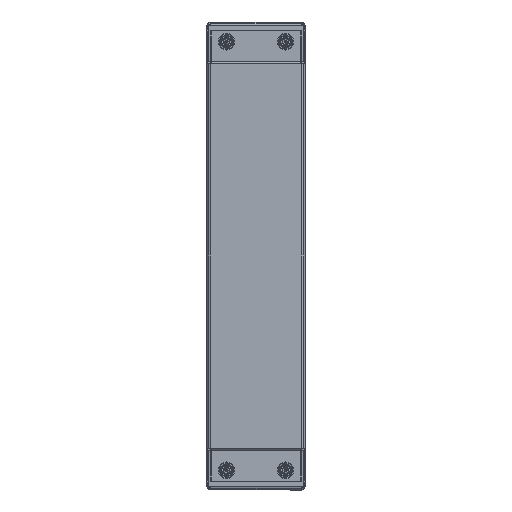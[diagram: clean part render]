
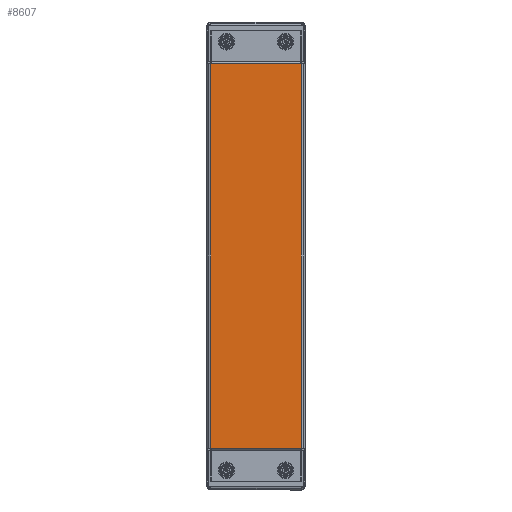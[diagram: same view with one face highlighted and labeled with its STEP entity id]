
A CAD part, left-side view. The second image highlights one B-rep face of the part: STEP entity #8607.
In plain terms, the highlighted face is planar.
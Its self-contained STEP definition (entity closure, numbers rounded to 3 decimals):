
#41 = CARTESIAN_POINT ( 'NONE',  ( 195., -45.241, 0. ) ) ;
#234 = DIRECTION ( 'NONE',  ( 0., 1., 0. ) ) ;
#396 = DIRECTION ( 'NONE',  ( 1., 0., 0. ) ) ;
#407 = CARTESIAN_POINT ( 'NONE',  ( 195., 50., 0. ) ) ;
#593 = DIRECTION ( 'NONE',  ( -1., 0., 0. ) ) ;
#980 = AXIS2_PLACEMENT_3D ( 'NONE', #8539, #4162, #2118 ) ;
#1069 = ORIENTED_EDGE ( 'NONE', *, *, #1201, .T. ) ;
#1201 = EDGE_CURVE ( 'NONE', #5594, #8304, #5360, .T. ) ;
#1291 = EDGE_CURVE ( 'NONE', #6674, #7810, #3444, .T. ) ;
#1312 = LINE ( 'NONE', #8920, #5680 ) ;
#1497 = EDGE_CURVE ( 'NONE', #4973, #8206, #3777, .T. ) ;
#2032 = EDGE_CURVE ( 'NONE', #5594, #8206, #1312, .T. ) ;
#2118 = DIRECTION ( 'NONE',  ( -1., 0., 0. ) ) ;
#2457 = DIRECTION ( 'NONE',  ( 0., -1., 0. ) ) ;
#2524 = CARTESIAN_POINT ( 'NONE',  ( -195., 50., 0. ) ) ;
#2622 = EDGE_CURVE ( 'NONE', #4973, #4836, #6110, .T. ) ;
#2674 = VECTOR ( 'NONE', #593, 1000. ) ;
#3232 = LINE ( 'NONE', #8896, #8735 ) ;
#3381 = ORIENTED_EDGE ( 'NONE', *, *, #2622, .F. ) ;
#3444 = LINE ( 'NONE', #6022, #8294 ) ;
#3777 = LINE ( 'NONE', #8495, #2674 ) ;
#3933 = DIRECTION ( 'NONE',  ( 0., -1., 0. ) ) ;
#3964 = ORIENTED_EDGE ( 'NONE', *, *, #1291, .F. ) ;
#4132 = ORIENTED_EDGE ( 'NONE', *, *, #4730, .F. ) ;
#4162 = DIRECTION ( 'NONE',  ( 0., 0., -1. ) ) ;
#4268 = CARTESIAN_POINT ( 'NONE',  ( 195., 46., 0. ) ) ;
#4452 = CARTESIAN_POINT ( 'NONE',  ( -195., -45.241, 0. ) ) ;
#4667 = CARTESIAN_POINT ( 'NONE',  ( -195., 45.241, 0. ) ) ;
#4697 = DIRECTION ( 'NONE',  ( 0., -1., 0. ) ) ;
#4730 = EDGE_CURVE ( 'NONE', #4836, #6674, #3232, .T. ) ;
#4836 = VERTEX_POINT ( 'NONE', #7598 ) ;
#4973 = VERTEX_POINT ( 'NONE', #4268 ) ;
#5086 = EDGE_LOOP ( 'NONE', ( #4132, #3381, #8241, #9201, #1069, #9100, #5781, #3964 ) ) ;
#5336 = VECTOR ( 'NONE', #234, 1000. ) ;
#5360 = LINE ( 'NONE', #2524, #6360 ) ;
#5362 = CARTESIAN_POINT ( 'NONE',  ( 195., -46., 0. ) ) ;
#5390 = CARTESIAN_POINT ( 'NONE',  ( -228.5, -46., 0. ) ) ;
#5594 = VERTEX_POINT ( 'NONE', #4667 ) ;
#5680 = VECTOR ( 'NONE', #7495, 1000. ) ;
#5781 = ORIENTED_EDGE ( 'NONE', *, *, #6379, .T. ) ;
#5995 = LINE ( 'NONE', #5390, #8382 ) ;
#6022 = CARTESIAN_POINT ( 'NONE',  ( 195., -50., 0. ) ) ;
#6109 = LINE ( 'NONE', #7274, #5336 ) ;
#6110 = LINE ( 'NONE', #407, #7473 ) ;
#6229 = EDGE_CURVE ( 'NONE', #9207, #8304, #6109, .T. ) ;
#6360 = VECTOR ( 'NONE', #3933, 1000. ) ;
#6379 = EDGE_CURVE ( 'NONE', #9207, #7810, #5995, .T. ) ;
#6674 = VERTEX_POINT ( 'NONE', #41 ) ;
#6743 = CARTESIAN_POINT ( 'NONE',  ( -195., -46., 0. ) ) ;
#7004 = DIRECTION ( 'NONE',  ( 0., -1., 0. ) ) ;
#7115 = CARTESIAN_POINT ( 'NONE',  ( -195., 46., 0. ) ) ;
#7274 = CARTESIAN_POINT ( 'NONE',  ( -195., -50., 0. ) ) ;
#7468 = FACE_OUTER_BOUND ( 'NONE', #5086, .T. ) ;
#7473 = VECTOR ( 'NONE', #2457, 1000. ) ;
#7495 = DIRECTION ( 'NONE',  ( 0., 1., 0. ) ) ;
#7598 = CARTESIAN_POINT ( 'NONE',  ( 195., 45.241, 0. ) ) ;
#7648 = PLANE ( 'NONE',  #980 ) ;
#7810 = VERTEX_POINT ( 'NONE', #5362 ) ;
#8206 = VERTEX_POINT ( 'NONE', #7115 ) ;
#8241 = ORIENTED_EDGE ( 'NONE', *, *, #1497, .T. ) ;
#8294 = VECTOR ( 'NONE', #7004, 1000. ) ;
#8304 = VERTEX_POINT ( 'NONE', #4452 ) ;
#8382 = VECTOR ( 'NONE', #396, 1000. ) ;
#8495 = CARTESIAN_POINT ( 'NONE',  ( 228.5, 46., 0. ) ) ;
#8539 = CARTESIAN_POINT ( 'NONE',  ( 228.5, 50., 0. ) ) ;
#8607 = ADVANCED_FACE ( 'NONE', ( #7468 ), #7648, .F. ) ;
#8735 = VECTOR ( 'NONE', #4697, 1000. ) ;
#8896 = CARTESIAN_POINT ( 'NONE',  ( 195., 50., 0. ) ) ;
#8920 = CARTESIAN_POINT ( 'NONE',  ( -195., 50., 0. ) ) ;
#9100 = ORIENTED_EDGE ( 'NONE', *, *, #6229, .F. ) ;
#9201 = ORIENTED_EDGE ( 'NONE', *, *, #2032, .F. ) ;
#9207 = VERTEX_POINT ( 'NONE', #6743 ) ;
